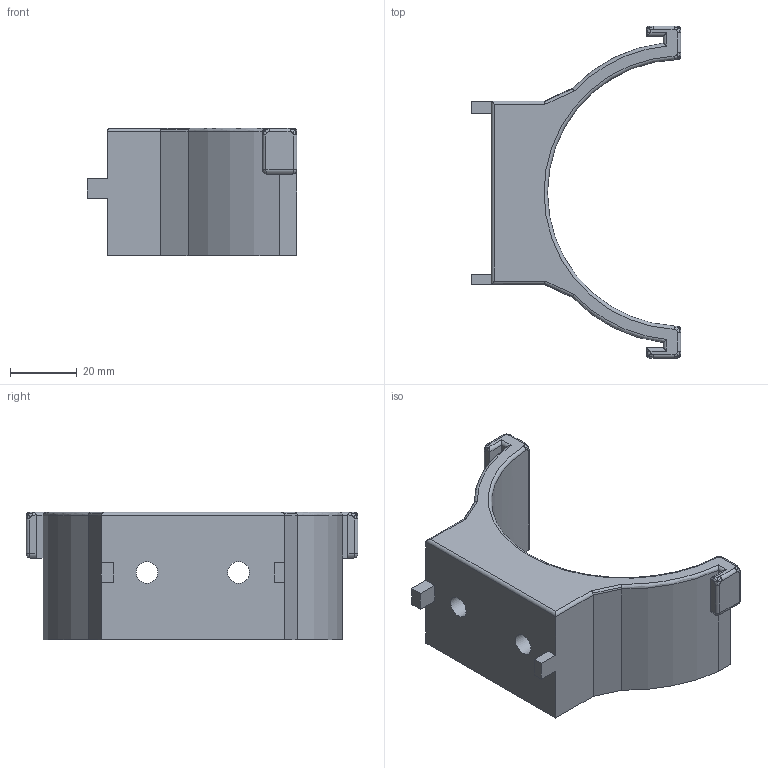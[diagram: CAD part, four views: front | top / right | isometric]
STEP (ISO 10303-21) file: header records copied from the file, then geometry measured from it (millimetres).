
FILE_DESCRIPTION(/* description */ ('','CAx-IF Rec.Pracs.---Representation and Presentation of Product Manufacturing Information (PMI)---4.0---2014-10-13'),/* implementation_level */ '2;1');
FILE_NAME(/* name */ 'CupHolder v1.step',/* time_stamp */ '2025-02-21T15:05:44-05:00',/* author */ (''),/* organization */ (''),/* preprocessor_version */ 'ST-DEVELOPER v20',/* originating_system */ 'Autodesk Translation Framework v13.20.0.188',/* authorisation */ '');
FILE_SCHEMA (('AP242_MANAGED_MODEL_BASED_3D_ENGINEERING_MIM_LF { 1 0 10303 442 1 1 4 }'));
Length unit declared in the file: inch
Products named in the file (1): CupHolder
Bounding box: 62.58 x 99.09 x 38.03 mm (x, y, z)
Volume: 56319.6 mm3; surface area: 16361.1 mm2
Topology: 1 solids, 1 shells, 110 faces, 280 edges, 170 vertices
Faces by surface type: bspline 44, cylinder 32, plane 31, torus 3
Full cylindrical faces by diameter (mm): 6.5 x2, 11 x2
Entity records: 5427 total; most frequent: CARTESIAN_POINT 2962, ORIENTED_EDGE 552, DIRECTION 455, EDGE_CURVE 276, VERTEX_POINT 170, AXIS2_PLACEMENT_3D 170, EDGE_LOOP 116, LINE 115
